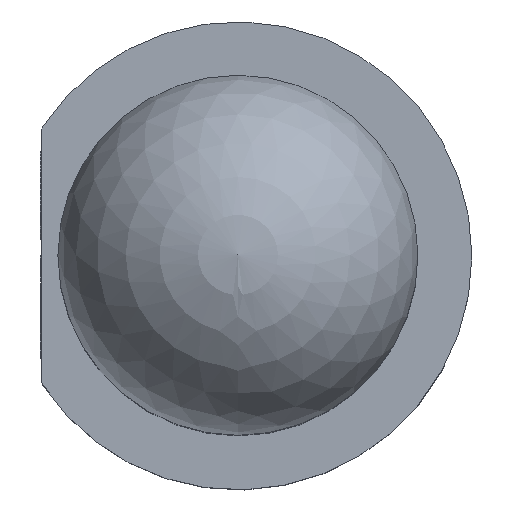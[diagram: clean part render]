
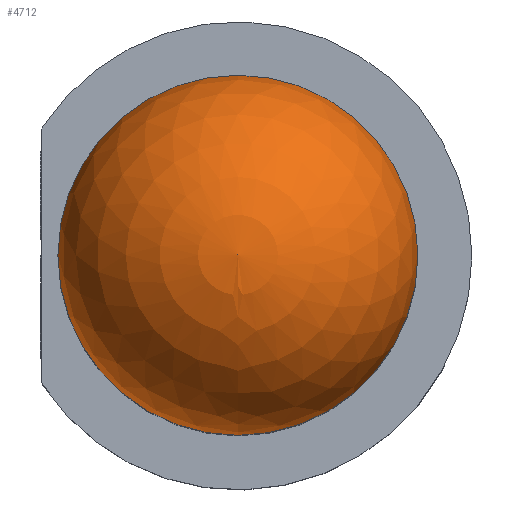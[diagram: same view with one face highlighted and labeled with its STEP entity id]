
A CAD part, top view. The second image highlights one B-rep face of the part: STEP entity #4712.
In plain terms, the highlighted spherical face has radius 1.5 mm.
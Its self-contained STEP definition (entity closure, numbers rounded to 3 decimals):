
#207=SPHERICAL_SURFACE('',#5002,1.5);
#1409=FACE_OUTER_BOUND('',#1674,.T.);
#1674=EDGE_LOOP('',(#3390,#3391,#3392));
#2040=CIRCLE('',#4999,1.5);
#2042=CIRCLE('',#5003,1.5);
#2101=VERTEX_POINT('',#6770);
#2103=VERTEX_POINT('',#6777);
#2598=EDGE_CURVE('',#2101,#2101,#2040,.T.);
#2601=EDGE_CURVE('',#2101,#2103,#2042,.T.);
#3390=ORIENTED_EDGE('',*,*,#2598,.F.);
#3391=ORIENTED_EDGE('',*,*,#2601,.T.);
#3392=ORIENTED_EDGE('',*,*,#2601,.F.);
#4712=ADVANCED_FACE('',(#1409),#207,.T.);
#4999=AXIS2_PLACEMENT_3D('',#6771,#5382,#5383);
#5002=AXIS2_PLACEMENT_3D('',#6776,#5389,#5390);
#5003=AXIS2_PLACEMENT_3D('',#6778,#5391,#5392);
#5382=DIRECTION('center_axis',(0.,0.,-1.));
#5383=DIRECTION('ref_axis',(0.,-1.,0.));
#5389=DIRECTION('center_axis',(0.,0.,-1.));
#5390=DIRECTION('ref_axis',(0.,1.,0.));
#5391=DIRECTION('center_axis',(-1.,0.,0.));
#5392=DIRECTION('ref_axis',(0.,-1.,0.));
#6770=CARTESIAN_POINT('',(-0.006,-1.5,4.));
#6771=CARTESIAN_POINT('Origin',(-0.006,0.,4.));
#6776=CARTESIAN_POINT('Origin',(-0.006,0.,4.));
#6777=CARTESIAN_POINT('',(-0.006,0.,5.5));
#6778=CARTESIAN_POINT('Origin',(-0.006,0.,4.));
